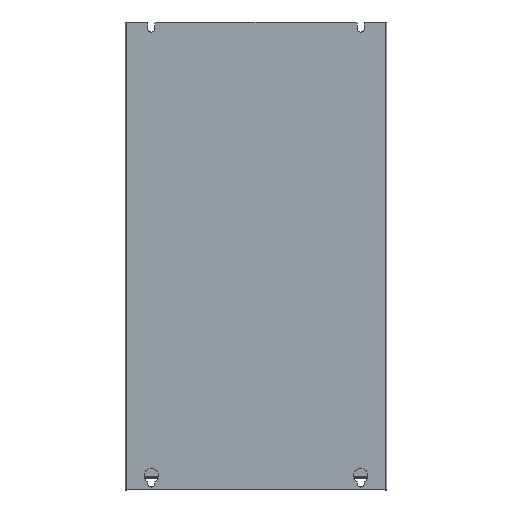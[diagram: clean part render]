
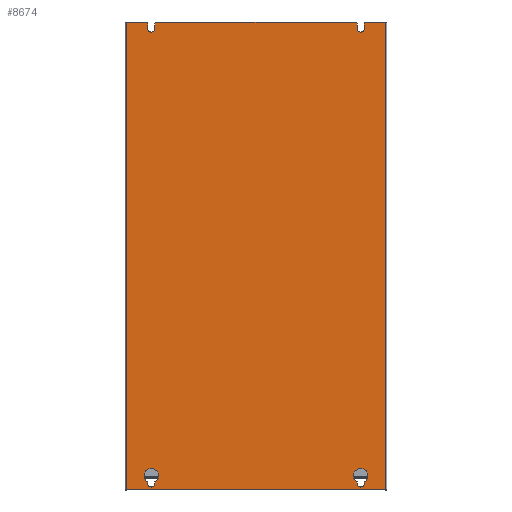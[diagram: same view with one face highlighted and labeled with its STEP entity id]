
A CAD part, top view. The second image highlights one B-rep face of the part: STEP entity #8674.
In plain terms, the highlighted planar face has unit normal (0, 0, 1).
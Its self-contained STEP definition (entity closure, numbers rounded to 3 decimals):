
#1708=DIRECTION('',(0.,1.,0.));
#1709=VECTOR('',#1708,715.);
#1710=CARTESIAN_POINT('',(-197.9,-357.5,0.));
#1711=LINE('',#1710,#1709);
#1726=CARTESIAN_POINT('',(-160.,-347.5,0.));
#1727=DIRECTION('',(0.,0.,-1.));
#1728=DIRECTION('',(1.,0.,0.));
#1729=AXIS2_PLACEMENT_3D('',#1726,#1727,#1728);
#1731=DIRECTION('',(0.,1.,0.));
#1732=VECTOR('',#1731,2.474);
#1733=CARTESIAN_POINT('',(-154.5,-347.5,0.));
#1734=LINE('',#1733,#1732);
#1735=CARTESIAN_POINT('',(-160.,-335.5,0.));
#1736=DIRECTION('',(0.,0.,-1.));
#1737=DIRECTION('',(-0.5,-0.866,0.));
#1738=AXIS2_PLACEMENT_3D('',#1735,#1736,#1737);
#1740=DIRECTION('',(0.,-1.,0.));
#1741=VECTOR('',#1740,2.474);
#1742=CARTESIAN_POINT('',(-165.5,-345.026,0.));
#1743=LINE('',#1742,#1741);
#1744=DIRECTION('',(0.,1.,0.));
#1745=VECTOR('',#1744,2.474);
#1746=CARTESIAN_POINT('',(165.5,-347.5,0.));
#1747=LINE('',#1746,#1745);
#1748=CARTESIAN_POINT('',(160.,-335.5,0.));
#1749=DIRECTION('',(0.,0.,-1.));
#1750=DIRECTION('',(-0.5,-0.866,0.));
#1751=AXIS2_PLACEMENT_3D('',#1748,#1749,#1750);
#1753=DIRECTION('',(0.,-1.,0.));
#1754=VECTOR('',#1753,2.474);
#1755=CARTESIAN_POINT('',(154.5,-345.026,0.));
#1756=LINE('',#1755,#1754);
#1757=CARTESIAN_POINT('',(160.,-347.5,0.));
#1758=DIRECTION('',(0.,0.,-1.));
#1759=DIRECTION('',(1.,0.,0.));
#1760=AXIS2_PLACEMENT_3D('',#1757,#1758,#1759);
#1762=CARTESIAN_POINT('',(-168.5,354.5,0.));
#1763=DIRECTION('',(0.,0.,1.));
#1764=DIRECTION('',(1.,0.,0.));
#1765=AXIS2_PLACEMENT_3D('',#1762,#1763,#1764);
#1767=DIRECTION('',(0.,-1.,0.));
#1768=VECTOR('',#1767,7.);
#1769=CARTESIAN_POINT('',(-165.5,354.5,0.));
#1770=LINE('',#1769,#1768);
#1771=CARTESIAN_POINT('',(-160.,347.5,0.));
#1772=DIRECTION('',(0.,0.,-1.));
#1773=DIRECTION('',(1.,0.,0.));
#1774=AXIS2_PLACEMENT_3D('',#1771,#1772,#1773);
#1776=DIRECTION('',(0.,-1.,0.));
#1777=VECTOR('',#1776,7.);
#1778=CARTESIAN_POINT('',(-154.5,354.5,0.));
#1779=LINE('',#1778,#1777);
#1780=CARTESIAN_POINT('',(-151.5,354.5,0.));
#1781=DIRECTION('',(0.,0.,1.));
#1782=DIRECTION('',(0.,1.,0.));
#1783=AXIS2_PLACEMENT_3D('',#1780,#1781,#1782);
#1785=CARTESIAN_POINT('',(151.5,354.5,0.));
#1786=DIRECTION('',(0.,0.,1.));
#1787=DIRECTION('',(1.,0.,0.));
#1788=AXIS2_PLACEMENT_3D('',#1785,#1786,#1787);
#1790=DIRECTION('',(0.,-1.,0.));
#1791=VECTOR('',#1790,7.);
#1792=CARTESIAN_POINT('',(154.5,354.5,0.));
#1793=LINE('',#1792,#1791);
#1794=CARTESIAN_POINT('',(160.,347.5,0.));
#1795=DIRECTION('',(0.,0.,-1.));
#1796=DIRECTION('',(1.,0.,0.));
#1797=AXIS2_PLACEMENT_3D('',#1794,#1795,#1796);
#1799=DIRECTION('',(0.,-1.,0.));
#1800=VECTOR('',#1799,7.);
#1801=CARTESIAN_POINT('',(165.5,354.5,0.));
#1802=LINE('',#1801,#1800);
#1803=CARTESIAN_POINT('',(168.5,354.5,0.));
#1804=DIRECTION('',(0.,0.,1.));
#1805=DIRECTION('',(0.,1.,0.));
#1806=AXIS2_PLACEMENT_3D('',#1803,#1804,#1805);
#1926=DIRECTION('',(1.,0.,0.));
#1927=VECTOR('',#1926,29.4);
#1928=CARTESIAN_POINT('',(-197.9,357.5,0.));
#1929=LINE('',#1928,#1927);
#3353=DIRECTION('',(0.,1.,0.));
#3354=VECTOR('',#3353,715.);
#3355=CARTESIAN_POINT('',(197.9,-357.5,0.));
#3356=LINE('',#3355,#3354);
#3384=DIRECTION('',(1.,0.,0.));
#3385=VECTOR('',#3384,395.8);
#3386=CARTESIAN_POINT('',(-197.9,-357.5,0.));
#3387=LINE('',#3386,#3385);
#3404=DIRECTION('',(1.,0.,0.));
#3405=VECTOR('',#3404,29.4);
#3406=CARTESIAN_POINT('',(168.5,357.5,0.));
#3407=LINE('',#3406,#3405);
#3436=DIRECTION('',(1.,0.,0.));
#3437=VECTOR('',#3436,303.);
#3438=CARTESIAN_POINT('',(-151.5,357.5,0.));
#3439=LINE('',#3438,#3437);
#5666=CARTESIAN_POINT('',(-197.9,-357.5,0.));
#5667=CARTESIAN_POINT('',(197.9,-357.5,0.));
#5668=VERTEX_POINT('',#5666);
#5669=VERTEX_POINT('',#5667);
#5682=CARTESIAN_POINT('',(-197.9,357.5,0.));
#5684=VERTEX_POINT('',#5682);
#5688=CARTESIAN_POINT('',(197.9,357.5,0.));
#5689=VERTEX_POINT('',#5688);
#5698=CARTESIAN_POINT('',(-154.5,347.5,0.));
#5699=CARTESIAN_POINT('',(-165.5,347.5,0.));
#5700=VERTEX_POINT('',#5698);
#5701=VERTEX_POINT('',#5699);
#5702=CARTESIAN_POINT('',(-154.5,-347.5,0.));
#5703=CARTESIAN_POINT('',(-165.5,-347.5,0.));
#5704=VERTEX_POINT('',#5702);
#5705=VERTEX_POINT('',#5703);
#5706=CARTESIAN_POINT('',(-154.5,-345.026,0.));
#5707=VERTEX_POINT('',#5706);
#5708=CARTESIAN_POINT('',(-165.5,-345.026,0.));
#5709=VERTEX_POINT('',#5708);
#5710=CARTESIAN_POINT('',(165.5,-347.5,0.));
#5711=CARTESIAN_POINT('',(165.5,-345.026,0.));
#5712=VERTEX_POINT('',#5710);
#5713=VERTEX_POINT('',#5711);
#5714=CARTESIAN_POINT('',(154.5,-345.026,0.));
#5715=VERTEX_POINT('',#5714);
#5716=CARTESIAN_POINT('',(154.5,-347.5,0.));
#5717=VERTEX_POINT('',#5716);
#5718=CARTESIAN_POINT('',(165.5,347.5,0.));
#5719=CARTESIAN_POINT('',(154.5,347.5,0.));
#5720=VERTEX_POINT('',#5718);
#5721=VERTEX_POINT('',#5719);
#5746=CARTESIAN_POINT('',(-165.5,354.5,0.));
#5747=CARTESIAN_POINT('',(-168.5,357.5,0.));
#5748=VERTEX_POINT('',#5746);
#5749=VERTEX_POINT('',#5747);
#5754=CARTESIAN_POINT('',(-151.5,357.5,0.));
#5755=CARTESIAN_POINT('',(-154.5,354.5,0.));
#5756=VERTEX_POINT('',#5754);
#5757=VERTEX_POINT('',#5755);
#5762=CARTESIAN_POINT('',(168.5,357.5,0.));
#5763=CARTESIAN_POINT('',(165.5,354.5,0.));
#5764=VERTEX_POINT('',#5762);
#5765=VERTEX_POINT('',#5763);
#5770=CARTESIAN_POINT('',(154.5,354.5,0.));
#5771=CARTESIAN_POINT('',(151.5,357.5,0.));
#5772=VERTEX_POINT('',#5770);
#5773=VERTEX_POINT('',#5771);
#8616=CARTESIAN_POINT('',(-200.,-357.5,0.));
#8617=DIRECTION('',(0.,0.,1.));
#8618=DIRECTION('',(1.,0.,0.));
#8619=AXIS2_PLACEMENT_3D('',#8616,#8617,#8618);
#8620=PLANE('',#8619);
#8622=ORIENTED_EDGE('',*,*,#8621,.F.);
#8624=ORIENTED_EDGE('',*,*,#8623,.T.);
#8626=ORIENTED_EDGE('',*,*,#8625,.F.);
#8628=ORIENTED_EDGE('',*,*,#8627,.F.);
#8630=ORIENTED_EDGE('',*,*,#8629,.F.);
#8632=ORIENTED_EDGE('',*,*,#8631,.T.);
#8634=ORIENTED_EDGE('',*,*,#8633,.F.);
#8636=ORIENTED_EDGE('',*,*,#8635,.T.);
#8638=ORIENTED_EDGE('',*,*,#8637,.F.);
#8640=ORIENTED_EDGE('',*,*,#8639,.F.);
#8642=ORIENTED_EDGE('',*,*,#8641,.F.);
#8644=ORIENTED_EDGE('',*,*,#8643,.T.);
#8646=ORIENTED_EDGE('',*,*,#8645,.F.);
#8648=ORIENTED_EDGE('',*,*,#8647,.F.);
#8649=ORIENTED_EDGE('',*,*,#8607,.T.);
#8651=ORIENTED_EDGE('',*,*,#8650,.T.);
#8652=EDGE_LOOP('',(#8622,#8624,#8626,#8628,#8630,#8632,#8634,#8636,#8638,#8640,
#8642,#8644,#8646,#8648,#8649,#8651));
#8653=FACE_OUTER_BOUND('',#8652,.F.);
#8655=ORIENTED_EDGE('',*,*,#8654,.T.);
#8657=ORIENTED_EDGE('',*,*,#8656,.F.);
#8659=ORIENTED_EDGE('',*,*,#8658,.T.);
#8661=ORIENTED_EDGE('',*,*,#8660,.F.);
#8662=EDGE_LOOP('',(#8655,#8657,#8659,#8661));
#8663=FACE_BOUND('',#8662,.F.);
#8665=ORIENTED_EDGE('',*,*,#8664,.F.);
#8667=ORIENTED_EDGE('',*,*,#8666,.T.);
#8669=ORIENTED_EDGE('',*,*,#8668,.F.);
#8671=ORIENTED_EDGE('',*,*,#8670,.T.);
#8672=EDGE_LOOP('',(#8665,#8667,#8669,#8671));
#8673=FACE_BOUND('',#8672,.F.);
#1730=CIRCLE('',#1729,5.5);
#1739=CIRCLE('',#1738,11.);
#1752=CIRCLE('',#1751,11.);
#1761=CIRCLE('',#1760,5.5);
#1766=CIRCLE('',#1765,3.);
#1775=CIRCLE('',#1774,5.5);
#1784=CIRCLE('',#1783,3.);
#1789=CIRCLE('',#1788,3.);
#1798=CIRCLE('',#1797,5.5);
#1807=CIRCLE('',#1806,3.);
#8607=EDGE_CURVE('',#5668,#5684,#1711,.T.);
#8621=EDGE_CURVE('',#5748,#5749,#1766,.T.);
#8623=EDGE_CURVE('',#5748,#5701,#1770,.T.);
#8625=EDGE_CURVE('',#5700,#5701,#1775,.T.);
#8627=EDGE_CURVE('',#5757,#5700,#1779,.T.);
#8629=EDGE_CURVE('',#5756,#5757,#1784,.T.);
#8631=EDGE_CURVE('',#5756,#5773,#3439,.T.);
#8633=EDGE_CURVE('',#5772,#5773,#1789,.T.);
#8635=EDGE_CURVE('',#5772,#5721,#1793,.T.);
#8637=EDGE_CURVE('',#5720,#5721,#1798,.T.);
#8639=EDGE_CURVE('',#5765,#5720,#1802,.T.);
#8641=EDGE_CURVE('',#5764,#5765,#1807,.T.);
#8643=EDGE_CURVE('',#5764,#5689,#3407,.T.);
#8645=EDGE_CURVE('',#5669,#5689,#3356,.T.);
#8647=EDGE_CURVE('',#5668,#5669,#3387,.T.);
#8650=EDGE_CURVE('',#5684,#5749,#1929,.T.);
#8654=EDGE_CURVE('',#5712,#5713,#1747,.T.);
#8656=EDGE_CURVE('',#5715,#5713,#1752,.T.);
#8658=EDGE_CURVE('',#5715,#5717,#1756,.T.);
#8660=EDGE_CURVE('',#5712,#5717,#1761,.T.);
#8664=EDGE_CURVE('',#5704,#5705,#1730,.T.);
#8666=EDGE_CURVE('',#5704,#5707,#1734,.T.);
#8668=EDGE_CURVE('',#5709,#5707,#1739,.T.);
#8670=EDGE_CURVE('',#5709,#5705,#1743,.T.);
#8674=ADVANCED_FACE('',(#8653,#8663,#8673),#8620,.T.);
